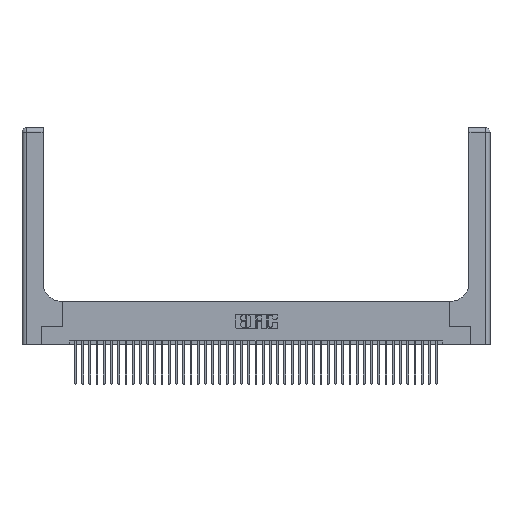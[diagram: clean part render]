
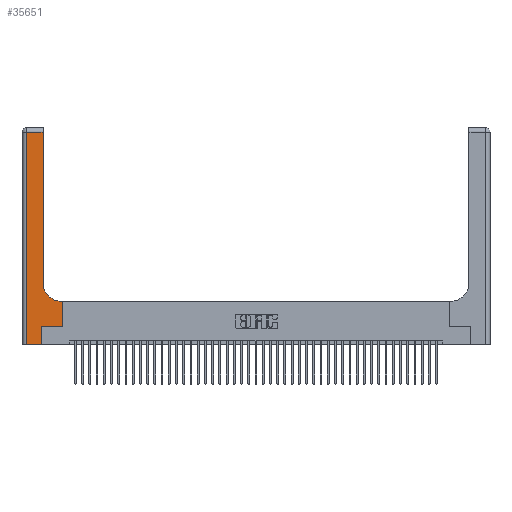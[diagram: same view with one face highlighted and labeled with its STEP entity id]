
A CAD part, top view. The second image highlights one B-rep face of the part: STEP entity #35651.
In plain terms, the highlighted planar face has unit normal (0, 0, 1).
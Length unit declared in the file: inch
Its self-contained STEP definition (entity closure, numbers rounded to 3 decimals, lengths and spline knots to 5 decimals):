
#1009 = LINE ( 'NONE', #32390, #27152 ) ;
#1680 = ORIENTED_EDGE ( 'NONE', *, *, #19923, .T. ) ;
#2761 = ORIENTED_EDGE ( 'NONE', *, *, #20385, .T. ) ;
#3609 = VECTOR ( 'NONE', #24988, 39.37008 ) ;
#3812 = VERTEX_POINT ( 'NONE', #17076 ) ;
#4238 = LINE ( 'NONE', #24698, #39285 ) ;
#4393 = VERTEX_POINT ( 'NONE', #43339 ) ;
#4994 = LINE ( 'NONE', #39934, #23139 ) ;
#5181 = LINE ( 'NONE', #23770, #13230 ) ;
#5367 = VECTOR ( 'NONE', #13153, 39.37008 ) ;
#5406 = CARTESIAN_POINT ( 'NONE',  ( 0.5415, 0.6, 0.37 ) ) ;
#5940 = LINE ( 'NONE', #15810, #32003 ) ;
#5996 = EDGE_CURVE ( 'NONE', #41603, #26994, #4994, .T. ) ;
#6008 = ORIENTED_EDGE ( 'NONE', *, *, #41544, .T. ) ;
#6248 = CARTESIAN_POINT ( 'NONE',  ( 0., 0., 0.37 ) ) ;
#6387 = AXIS2_PLACEMENT_3D ( 'NONE', #38309, #18067, #41709 ) ;
#6800 = CARTESIAN_POINT ( 'NONE',  ( 0.06, 0., 0.37 ) ) ;
#8013 = CARTESIAN_POINT ( 'NONE',  ( 0.06, 3., 0.37 ) ) ;
#8089 = EDGE_LOOP ( 'NONE', ( #1680, #2761, #14072, #6008, #18328, #10310, #40530, #14642, #33679 ) ) ;
#8641 = DIRECTION ( 'NONE',  ( -1., 0., 0. ) ) ;
#8817 = CARTESIAN_POINT ( 'NONE',  ( 0., 3., 0.37 ) ) ;
#9334 = VERTEX_POINT ( 'NONE', #29875 ) ;
#10310 = ORIENTED_EDGE ( 'NONE', *, *, #36440, .T. ) ;
#12977 = CARTESIAN_POINT ( 'NONE',  ( 0.2915, 0.85, 0.37 ) ) ;
#13153 = DIRECTION ( 'NONE',  ( 1., 0., 0. ) ) ;
#13230 = VECTOR ( 'NONE', #44001, 39.37008 ) ;
#14072 = ORIENTED_EDGE ( 'NONE', *, *, #20618, .T. ) ;
#14642 = ORIENTED_EDGE ( 'NONE', *, *, #14942, .T. ) ;
#14942 = EDGE_CURVE ( 'NONE', #4393, #36784, #1009, .T. ) ;
#15154 = VERTEX_POINT ( 'NONE', #6800 ) ;
#15583 = LINE ( 'NONE', #6248, #5367 ) ;
#15810 = CARTESIAN_POINT ( 'NONE',  ( 0.5585, 0.25, 0.37 ) ) ;
#16895 = VERTEX_POINT ( 'NONE', #12977 ) ;
#17076 = CARTESIAN_POINT ( 'NONE',  ( 0.06, 2.94, 0.37 ) ) ;
#18067 = DIRECTION ( 'NONE',  ( 0., 0., -1. ) ) ;
#18328 = ORIENTED_EDGE ( 'NONE', *, *, #5996, .T. ) ;
#19190 = DIRECTION ( 'NONE',  ( 0., 1., 0. ) ) ;
#19923 = EDGE_CURVE ( 'NONE', #16895, #21910, #4238, .T. ) ;
#20385 = EDGE_CURVE ( 'NONE', #21910, #3812, #24469, .T. ) ;
#20618 = EDGE_CURVE ( 'NONE', #3812, #15154, #21797, .T. ) ;
#21791 = CARTESIAN_POINT ( 'NONE',  ( 0.2915, 2.94, 0.37 ) ) ;
#21797 = LINE ( 'NONE', #8013, #3609 ) ;
#21910 = VERTEX_POINT ( 'NONE', #21791 ) ;
#22350 = VECTOR ( 'NONE', #23954, 39.37008 ) ;
#22518 = DIRECTION ( 'NONE',  ( -1., 0., 0. ) ) ;
#23139 = VECTOR ( 'NONE', #25927, 39.37008 ) ;
#23537 = CARTESIAN_POINT ( 'NONE',  ( 0.269, 0., 0.37 ) ) ;
#23770 = CARTESIAN_POINT ( 'NONE',  ( 0.269, 0.25, 0.37 ) ) ;
#23954 = DIRECTION ( 'NONE',  ( -1., 0., 0. ) ) ;
#24469 = LINE ( 'NONE', #40785, #22350 ) ;
#24698 = CARTESIAN_POINT ( 'NONE',  ( 0.2915, 3., 0.37 ) ) ;
#24988 = DIRECTION ( 'NONE',  ( 0., -1., 0. ) ) ;
#25892 = CIRCLE ( 'NONE', #6387, 0.25 ) ;
#25927 = DIRECTION ( 'NONE',  ( 0., 1., 0. ) ) ;
#26994 = VERTEX_POINT ( 'NONE', #34569 ) ;
#27152 = VECTOR ( 'NONE', #8641, 39.37008 ) ;
#28162 = AXIS2_PLACEMENT_3D ( 'NONE', #8817, #42735, #22518 ) ;
#29875 = CARTESIAN_POINT ( 'NONE',  ( 0.5585, 0.25, 0.37 ) ) ;
#31487 = DIRECTION ( 'NONE',  ( 0., 1., 0. ) ) ;
#31970 = EDGE_CURVE ( 'NONE', #36784, #16895, #25892, .T. ) ;
#32003 = VECTOR ( 'NONE', #19190, 39.37008 ) ;
#32390 = CARTESIAN_POINT ( 'NONE',  ( 0.2915, 0.6, 0.37 ) ) ;
#33679 = ORIENTED_EDGE ( 'NONE', *, *, #31970, .T. ) ;
#34569 = CARTESIAN_POINT ( 'NONE',  ( 0.269, 0.25, 0.37 ) ) ;
#35032 = FACE_OUTER_BOUND ( 'NONE', #8089, .T. ) ;
#35651 = ADVANCED_FACE ( 'NONE', ( #35032 ), #39328, .F. ) ;
#36440 = EDGE_CURVE ( 'NONE', #26994, #9334, #5181, .T. ) ;
#36784 = VERTEX_POINT ( 'NONE', #5406 ) ;
#38309 = CARTESIAN_POINT ( 'NONE',  ( 0.5415, 0.85, 0.37 ) ) ;
#39285 = VECTOR ( 'NONE', #31487, 39.37008 ) ;
#39328 = PLANE ( 'NONE',  #28162 ) ;
#39934 = CARTESIAN_POINT ( 'NONE',  ( 0.269, 0., 0.37 ) ) ;
#40530 = ORIENTED_EDGE ( 'NONE', *, *, #42003, .T. ) ;
#40785 = CARTESIAN_POINT ( 'NONE',  ( 0., 2.94, 0.37 ) ) ;
#41544 = EDGE_CURVE ( 'NONE', #15154, #41603, #15583, .T. ) ;
#41603 = VERTEX_POINT ( 'NONE', #23537 ) ;
#41709 = DIRECTION ( 'NONE',  ( 1., 0., 0. ) ) ;
#42003 = EDGE_CURVE ( 'NONE', #9334, #4393, #5940, .T. ) ;
#42735 = DIRECTION ( 'NONE',  ( 0., 0., -1. ) ) ;
#43339 = CARTESIAN_POINT ( 'NONE',  ( 0.5585, 0.6, 0.37 ) ) ;
#44001 = DIRECTION ( 'NONE',  ( 1., 0., 0. ) ) ;
